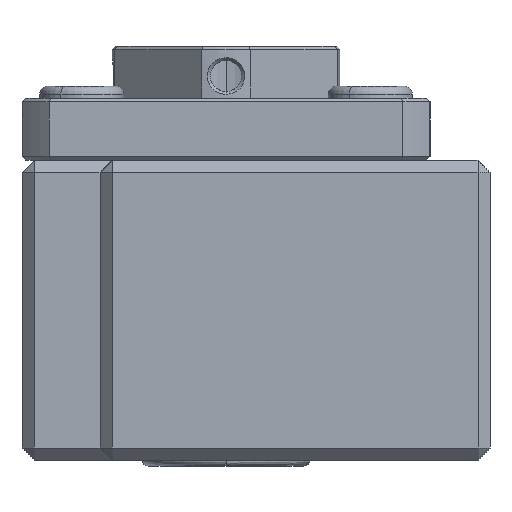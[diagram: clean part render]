
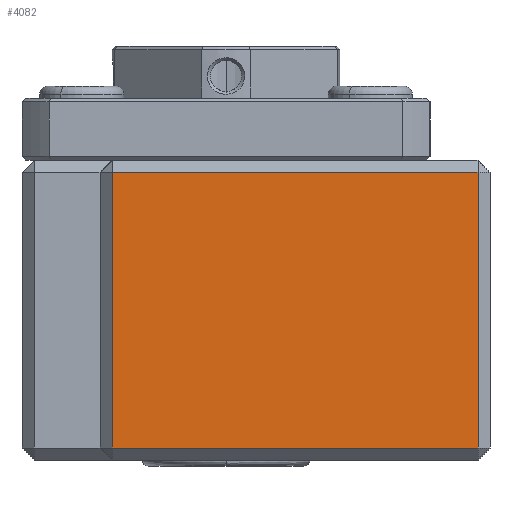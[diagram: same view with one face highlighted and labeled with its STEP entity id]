
A CAD part, left-side view. The second image highlights one B-rep face of the part: STEP entity #4082.
In plain terms, the highlighted planar face has unit normal (-1, 0, 0).
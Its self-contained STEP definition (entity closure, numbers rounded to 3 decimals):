
#461 = VERTEX_POINT ( 'NONE', #6284 ) ;
#468 = VERTEX_POINT ( 'NONE', #6291 ) ;
#481 = VERTEX_POINT ( 'NONE', #6304 ) ;
#484 = VERTEX_POINT ( 'NONE', #6307 ) ;
#3113 = EDGE_CURVE ( 'NONE', #461, #468, #8064, .T. ) ;
#3114 = EDGE_CURVE ( 'NONE', #481, #461, #8071, .T. ) ;
#3127 = EDGE_CURVE ( 'NONE', #468, #484, #8090, .T. ) ;
#3153 = EDGE_CURVE ( 'NONE', #481, #484, #8127, .T. ) ;
#3966 = EDGE_LOOP ( 'NONE', ( #4180, #4181, #4182, #4183 ) ) ;
#4082 = ADVANCED_FACE ( 'NONE', ( #13304 ), #13821, .F. ) ;
#4180 = ORIENTED_EDGE ( 'NONE', *, *, #3127, .F. ) ;
#4181 = ORIENTED_EDGE ( 'NONE', *, *, #3113, .F. ) ;
#4182 = ORIENTED_EDGE ( 'NONE', *, *, #3114, .F. ) ;
#4183 = ORIENTED_EDGE ( 'NONE', *, *, #3153, .T. ) ;
#6284 = CARTESIAN_POINT ( 'NONE',  ( -30., 31.5, 11.5 ) ) ;
#6291 = CARTESIAN_POINT ( 'NONE',  ( -30., 1., 11.5 ) ) ;
#6304 = CARTESIAN_POINT ( 'NONE',  ( -30., 31.5, -11.5 ) ) ;
#6307 = CARTESIAN_POINT ( 'NONE',  ( -30., 1., -11.5 ) ) ;
#8064 = LINE ( 'NONE', #12417, #8067 ) ;
#8067 = VECTOR ( 'NONE', #12418, 1000. ) ;
#8071 = LINE ( 'NONE', #12420, #8072 ) ;
#8072 = VECTOR ( 'NONE', #12421, 1000. ) ;
#8090 = LINE ( 'NONE', #12460, #8092 ) ;
#8092 = VECTOR ( 'NONE', #12464, 1000. ) ;
#8127 = LINE ( 'NONE', #12572, #8131 ) ;
#8131 = VECTOR ( 'NONE', #12573, 1000. ) ;
#11614 = AXIS2_PLACEMENT_3D ( 'NONE', #13824, #13833, #13834 ) ;
#12417 = CARTESIAN_POINT ( 'NONE',  ( -30., 32.5, 11.5 ) ) ;
#12418 = DIRECTION ( 'NONE',  ( 0., -1., 0. ) ) ;
#12420 = CARTESIAN_POINT ( 'NONE',  ( -30., 31.5, 12.5 ) ) ;
#12421 = DIRECTION ( 'NONE',  ( 0., 0., 1. ) ) ;
#12460 = CARTESIAN_POINT ( 'NONE',  ( -30., 1., 12.5 ) ) ;
#12464 = DIRECTION ( 'NONE',  ( 0., 0., -1. ) ) ;
#12572 = CARTESIAN_POINT ( 'NONE',  ( -30., 32.5, -11.5 ) ) ;
#12573 = DIRECTION ( 'NONE',  ( 0., -1., 0. ) ) ;
#13304 = FACE_OUTER_BOUND ( 'NONE', #3966, .T. ) ;
#13821 = PLANE ( 'NONE',  #11614 ) ;
#13824 = CARTESIAN_POINT ( 'NONE',  ( -30., 32.5, 12.5 ) ) ;
#13833 = DIRECTION ( 'NONE',  ( 1., 0., 0. ) ) ;
#13834 = DIRECTION ( 'NONE',  ( 0., 1., 0. ) ) ;
